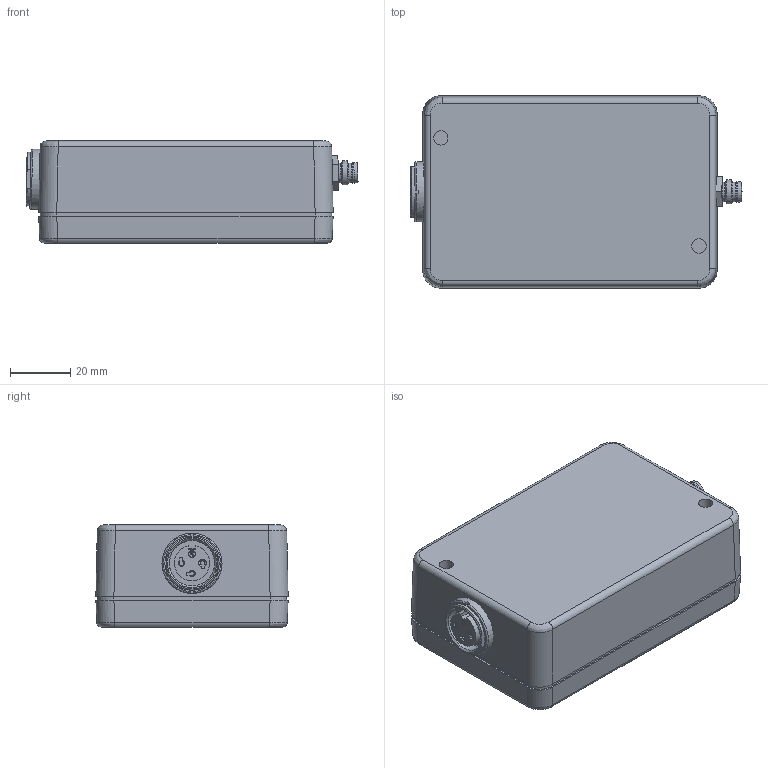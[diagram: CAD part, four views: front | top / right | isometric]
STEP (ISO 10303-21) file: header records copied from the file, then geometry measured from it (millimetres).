
FILE_DESCRIPTION(/* description */ (''),/* implementation_level */ '2;1');
FILE_NAME(/* name */ '20 040 08 CLC40-SM8_Schaltverstärker.stp',/* time_stamp */ '2018-03-01T10:48:53+01:00',/* author */ ('kuttig'),/* organization */ (''),/* preprocessor_version */ 'ST-DEVELOPER v16.13',/* originating_system */ 'Autodesk Inventor 2018',/* authorisation */ '');
FILE_SCHEMA (('CONFIG_CONTROL_DESIGN'));
Length unit declared in the file: millimetre
Products named in the file (1): 20 040 08 CLC40-SM8_Schaltverstärker
Bounding box: 110.54 x 64 x 34 mm (x, y, z)
Volume: 78085.1 mm3; surface area: 61561.9 mm2
Topology: 13 solids, 13 shells, 1077 faces, 2747 edges, 1775 vertices
Faces by surface type: plane 595, cylinder 243, bspline 109, cone 84, torus 39, sphere 7
Full cylindrical faces by diameter (mm): 0.7 x3, 1 x6, 2.25 x1, 2.87 x4, 3 x2, 3.2 x4, 4 x4, 4.5 x2, 4.8 x2, 5.65 x1, 5.8 x1, 6.2 x4, 6.5 x3, 6.9 x2, 7 x4, 8 x1, 8.6 x2, 10 x1, 13.85 x1, 15.1 x1, 15.188 x1, 15.6 x1, 18.1 x1, 20 x2
Entity records: 36125 total; most frequent: CARTESIAN_POINT 9866, ORIENTED_EDGE 5134, DIRECTION 5010, EDGE_CURVE 2567, VERTEX_POINT 1729, AXIS2_PLACEMENT_3D 1690, LINE 1630, VECTOR 1630
